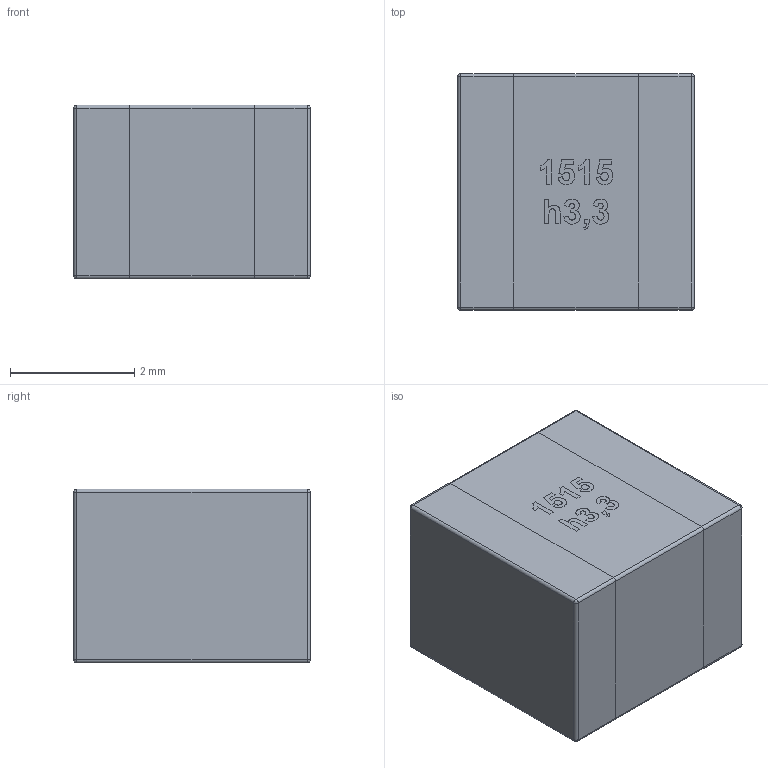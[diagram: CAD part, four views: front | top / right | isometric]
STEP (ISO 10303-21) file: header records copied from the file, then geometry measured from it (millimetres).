
FILE_DESCRIPTION (( 'STEP AP214' ), '1' );
FILE_NAME ('c_1515-h3.3.STEP', '2024-11-27T12:56:58', ( '' ), ( '' ), 'SwSTEP 2.0', 'SolidWorks 2021', '' );
FILE_SCHEMA (( 'AUTOMOTIVE_DESIGN' ));
Length unit declared in the file: millimetre
Products named in the file (1): c_1515-h3.3
Bounding box: 3.81 x 3.81 x 2.8 mm (x, y, z)
Volume: 40.6 mm3; surface area: 113.5 mm2
Topology: 3 solids, 3 shells, 54 faces, 203 edges, 155 vertices
Faces by surface type: plane 26, cylinder 20, sphere 8
Entity records: 3177 total; most frequent: CARTESIAN_POINT 1133, ORIENTED_EDGE 390, DIRECTION 289, EDGE_CURVE 195, VERTEX_POINT 155, LINE 99, VECTOR 99, AXIS2_PLACEMENT_3D 95
